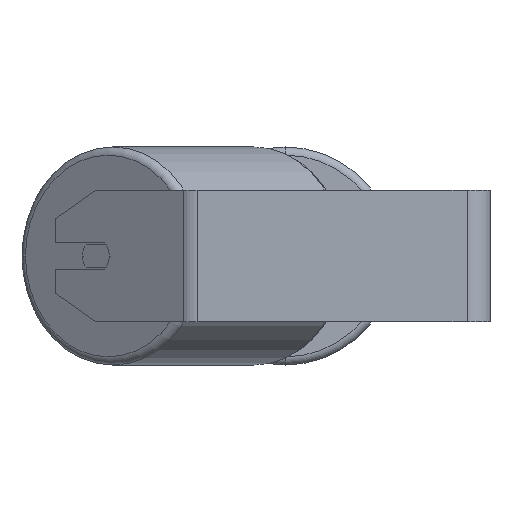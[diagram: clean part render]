
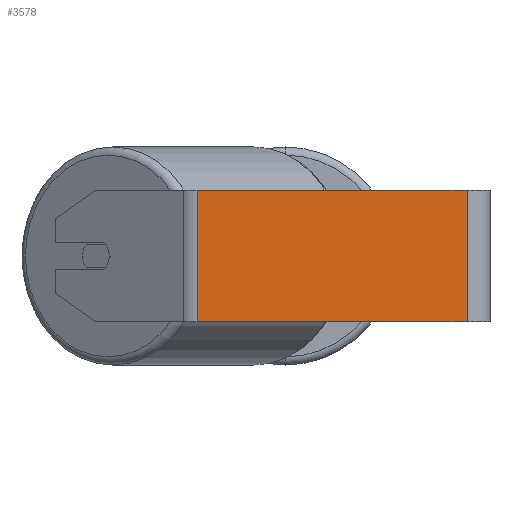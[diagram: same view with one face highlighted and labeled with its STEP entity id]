
A CAD part, left-side view. The second image highlights one B-rep face of the part: STEP entity #3578.
In plain terms, the highlighted planar face has unit normal (-1, 0, 0).
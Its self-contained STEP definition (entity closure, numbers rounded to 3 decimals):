
#16 = EDGE_CURVE ( 'NONE', #800, #7870, #7676, .T. ) ;
#380 = AXIS2_PLACEMENT_3D ( 'NONE', #7139, #1292, #3275 ) ;
#800 = VERTEX_POINT ( 'NONE', #5716 ) ;
#951 = VERTEX_POINT ( 'NONE', #2883 ) ;
#992 = CARTESIAN_POINT ( 'NONE',  ( -310., 183.059, 40. ) ) ;
#1292 = DIRECTION ( 'NONE',  ( 1., 0., 0. ) ) ;
#1474 = VECTOR ( 'NONE', #4274, 1000. ) ;
#1553 = EDGE_CURVE ( 'NONE', #800, #951, #6244, .T. ) ;
#1736 = VECTOR ( 'NONE', #6065, 1000. ) ;
#2883 = CARTESIAN_POINT ( 'NONE',  ( -310., 178.645, -40. ) ) ;
#2939 = VECTOR ( 'NONE', #8180, 1000. ) ;
#3148 = FACE_OUTER_BOUND ( 'NONE', #4933, .T. ) ;
#3275 = DIRECTION ( 'NONE',  ( 0., 0., -1. ) ) ;
#3296 = ORIENTED_EDGE ( 'NONE', *, *, #6883, .T. ) ;
#3456 = CARTESIAN_POINT ( 'NONE',  ( -310., 14., 40. ) ) ;
#3543 = LINE ( 'NONE', #3456, #1736 ) ;
#3578 = ADVANCED_FACE ( 'NONE', ( #3148 ), #5787, .F. ) ;
#3600 = DIRECTION ( 'NONE',  ( 0., -1., 0. ) ) ;
#3724 = CARTESIAN_POINT ( 'NONE',  ( -310., 178.645, 40. ) ) ;
#4010 = ORIENTED_EDGE ( 'NONE', *, *, #1553, .T. ) ;
#4274 = DIRECTION ( 'NONE',  ( 0., -1., 0. ) ) ;
#4785 = VERTEX_POINT ( 'NONE', #6811 ) ;
#4787 = CARTESIAN_POINT ( 'NONE',  ( -310., 183.059, -40. ) ) ;
#4933 = EDGE_LOOP ( 'NONE', ( #3296, #7015, #8423, #4010 ) ) ;
#5716 = CARTESIAN_POINT ( 'NONE',  ( -310., 178.645, 40. ) ) ;
#5787 = PLANE ( 'NONE',  #380 ) ;
#6065 = DIRECTION ( 'NONE',  ( 0., 0., -1. ) ) ;
#6244 = LINE ( 'NONE', #3724, #2939 ) ;
#6797 = EDGE_CURVE ( 'NONE', #7870, #4785, #3543, .T. ) ;
#6811 = CARTESIAN_POINT ( 'NONE',  ( -310., 14., -40. ) ) ;
#6883 = EDGE_CURVE ( 'NONE', #951, #4785, #7331, .T. ) ;
#7015 = ORIENTED_EDGE ( 'NONE', *, *, #6797, .F. ) ;
#7139 = CARTESIAN_POINT ( 'NONE',  ( -310., 183.059, 40. ) ) ;
#7331 = LINE ( 'NONE', #4787, #1474 ) ;
#7554 = CARTESIAN_POINT ( 'NONE',  ( -310., 14., 40. ) ) ;
#7669 = VECTOR ( 'NONE', #3600, 1000. ) ;
#7676 = LINE ( 'NONE', #992, #7669 ) ;
#7870 = VERTEX_POINT ( 'NONE', #7554 ) ;
#8180 = DIRECTION ( 'NONE',  ( 0., 0., -1. ) ) ;
#8423 = ORIENTED_EDGE ( 'NONE', *, *, #16, .F. ) ;
